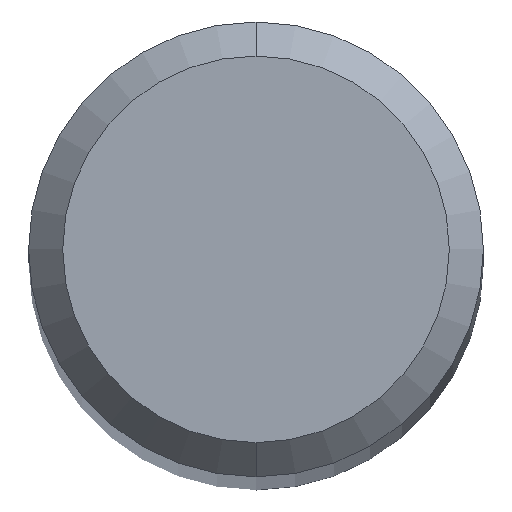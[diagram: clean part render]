
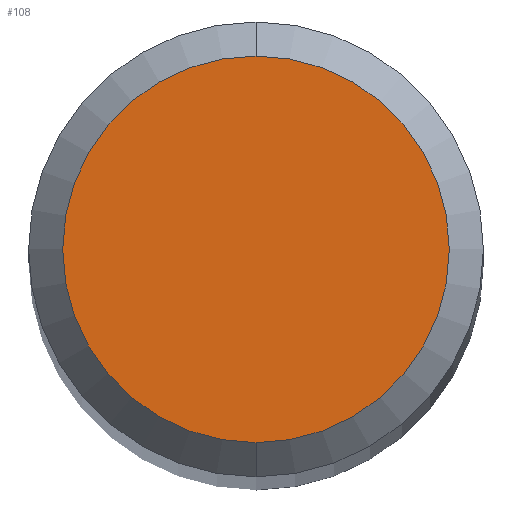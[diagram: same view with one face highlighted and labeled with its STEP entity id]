
A CAD part, top view. The second image highlights one B-rep face of the part: STEP entity #108.
In plain terms, the highlighted planar face has unit normal (0, 0, 1).
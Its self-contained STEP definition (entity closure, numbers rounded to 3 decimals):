
#102=EDGE_CURVE('',#114,#148,#240,.T.);
#108=ADVANCED_FACE('',(#247),#248,.T.);
#110=EDGE_CURVE('',#148,#114,#250,.T.);
#114=VERTEX_POINT('',#254);
#148=VERTEX_POINT('',#294);
#240=CIRCLE('',#390,1.7);
#247=FACE_OUTER_BOUND('',#396,.T.);
#248=PLANE('',#397);
#250=CIRCLE('',#400,1.7);
#254=CARTESIAN_POINT('',(0.,-1.7,0.0));
#294=CARTESIAN_POINT('',(0.0,1.7,0.0));
#390=AXIS2_PLACEMENT_3D('',#557,#558,#559);
#396=EDGE_LOOP('',(#570,#571));
#397=AXIS2_PLACEMENT_3D('',#572,#573,#574);
#400=AXIS2_PLACEMENT_3D('',#575,#576,#577);
#557=CARTESIAN_POINT('',(0.0,0.0,0.0));
#558=DIRECTION('',(0.0,0.0,-1.0));
#559=DIRECTION('',(0.0,1.0,0.0));
#570=ORIENTED_EDGE('',*,*,#110,.F.);
#571=ORIENTED_EDGE('',*,*,#102,.F.);
#572=CARTESIAN_POINT('',(0.0,0.85,0.0));
#573=DIRECTION('',(-0.0,0.0,1.0));
#574=DIRECTION('',(0.0,-1.0,0.0));
#575=CARTESIAN_POINT('',(0.0,0.0,0.0));
#576=DIRECTION('',(0.0,0.0,-1.0));
#577=DIRECTION('',(0.0,1.0,0.0));
